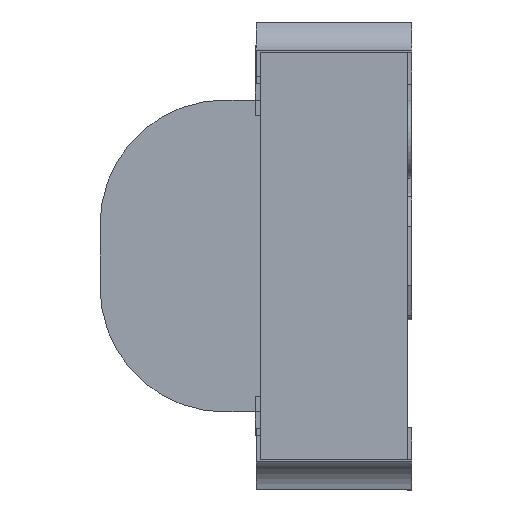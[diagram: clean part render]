
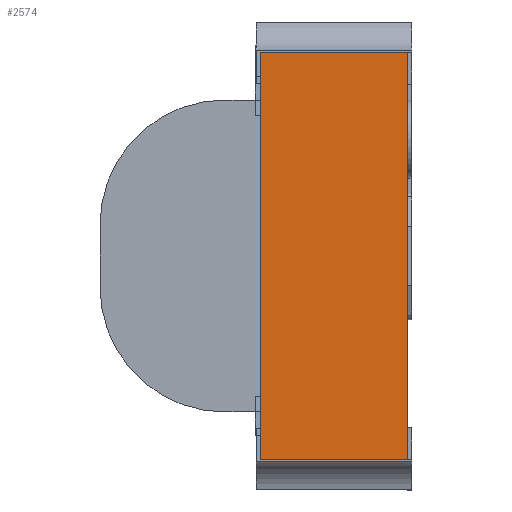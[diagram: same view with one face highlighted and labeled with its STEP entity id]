
A CAD part, left-side view. The second image highlights one B-rep face of the part: STEP entity #2574.
In plain terms, the highlighted planar face has unit normal (-1, 0, 0).
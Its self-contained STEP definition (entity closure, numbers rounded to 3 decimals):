
#198 = VERTEX_POINT ( 'NONE', #803 ) ;
#504 = VECTOR ( 'NONE', #2014, 1000. ) ;
#803 = CARTESIAN_POINT ( 'NONE',  ( -0.5, -0.94, -1.305 ) ) ;
#1127 = ORIENTED_EDGE ( 'NONE', *, *, #5158, .T. ) ;
#1164 = DIRECTION ( 'NONE',  ( 0., 0., 1. ) ) ;
#1771 = VECTOR ( 'NONE', #3375, 1000. ) ;
#1841 = DIRECTION ( 'NONE',  ( -1., 0., 0. ) ) ;
#1864 = FACE_OUTER_BOUND ( 'NONE', #4233, .T. ) ;
#1984 = ORIENTED_EDGE ( 'NONE', *, *, #5495, .F. ) ;
#2014 = DIRECTION ( 'NONE',  ( 0., 1., 0. ) ) ;
#2136 = VERTEX_POINT ( 'NONE', #3260 ) ;
#2295 = DIRECTION ( 'NONE',  ( 0., 0., 1. ) ) ;
#2515 = CARTESIAN_POINT ( 'NONE',  ( -0.5, -0.94, -1.305 ) ) ;
#2574 = ADVANCED_FACE ( 'NONE', ( #1864 ), #3170, .T. ) ;
#2688 = CARTESIAN_POINT ( 'NONE',  ( -0.5, -0.94, -1.305 ) ) ;
#2770 = CARTESIAN_POINT ( 'NONE',  ( -0.5, -0.94, 1.305 ) ) ;
#2955 = CARTESIAN_POINT ( 'NONE',  ( -0.5, -0.94, -1.305 ) ) ;
#3025 = ORIENTED_EDGE ( 'NONE', *, *, #6019, .T. ) ;
#3170 = PLANE ( 'NONE',  #3211 ) ;
#3211 = AXIS2_PLACEMENT_3D ( 'NONE', #2515, #1841, #1164 ) ;
#3244 = VERTEX_POINT ( 'NONE', #2770 ) ;
#3260 = CARTESIAN_POINT ( 'NONE',  ( -0.5, 0., 1.305 ) ) ;
#3344 = LINE ( 'NONE', #2688, #504 ) ;
#3361 = VECTOR ( 'NONE', #2295, 1000. ) ;
#3375 = DIRECTION ( 'NONE',  ( 0., 0., 1. ) ) ;
#3929 = EDGE_CURVE ( 'NONE', #198, #4026, #3344, .T. ) ;
#4026 = VERTEX_POINT ( 'NONE', #5616 ) ;
#4035 = CARTESIAN_POINT ( 'NONE',  ( -0.5, 0., -1.305 ) ) ;
#4233 = EDGE_LOOP ( 'NONE', ( #1984, #5924, #1127, #3025 ) ) ;
#4542 = VECTOR ( 'NONE', #4567, 1000. ) ;
#4567 = DIRECTION ( 'NONE',  ( 0., 1., 0. ) ) ;
#4683 = LINE ( 'NONE', #4035, #1771 ) ;
#5158 = EDGE_CURVE ( 'NONE', #198, #3244, #5591, .T. ) ;
#5219 = CARTESIAN_POINT ( 'NONE',  ( -0.5, -0.94, 1.305 ) ) ;
#5495 = EDGE_CURVE ( 'NONE', #4026, #2136, #4683, .T. ) ;
#5591 = LINE ( 'NONE', #2955, #3361 ) ;
#5616 = CARTESIAN_POINT ( 'NONE',  ( -0.5, 0., -1.305 ) ) ;
#5893 = LINE ( 'NONE', #5219, #4542 ) ;
#5924 = ORIENTED_EDGE ( 'NONE', *, *, #3929, .F. ) ;
#6019 = EDGE_CURVE ( 'NONE', #3244, #2136, #5893, .T. ) ;
